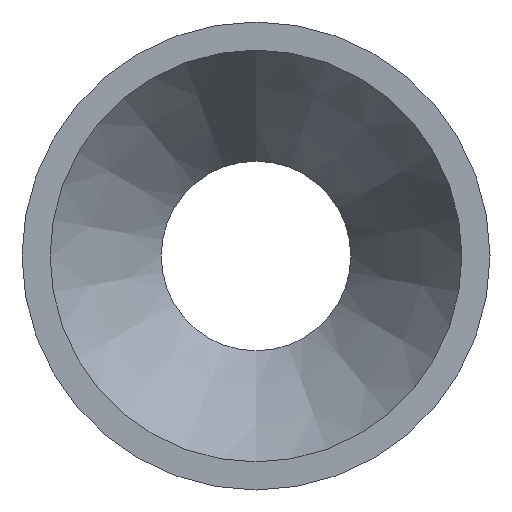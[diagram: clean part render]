
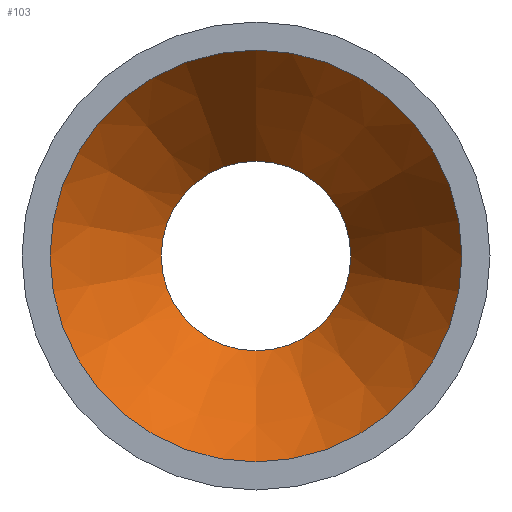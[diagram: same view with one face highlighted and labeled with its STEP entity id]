
A CAD part, left-side view. The second image highlights one B-rep face of the part: STEP entity #103.
In plain terms, the highlighted conical face has half-angle 32.347 degrees and reference radius 17.6 mm.
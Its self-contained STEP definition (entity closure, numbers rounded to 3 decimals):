
#20=CONICAL_SURFACE('',#128,17.6,0.565);
#30=ORIENTED_EDGE('',*,*,#44,.T.);
#31=ORIENTED_EDGE('',*,*,#43,.F.);
#43=EDGE_CURVE('',#51,#51,#59,.T.);
#44=EDGE_CURVE('',#52,#52,#60,.T.);
#51=VERTEX_POINT('',#182);
#52=VERTEX_POINT('',#185);
#59=CIRCLE('',#127,17.6);
#60=CIRCLE('',#129,8.1);
#70=EDGE_LOOP('',(#30));
#71=EDGE_LOOP('',(#31));
#86=FACE_BOUND('',#70,.T.);
#87=FACE_BOUND('',#71,.T.);
#103=ADVANCED_FACE('',(#86,#87),#20,.F.);
#127=AXIS2_PLACEMENT_3D('',#181,#151,#152);
#128=AXIS2_PLACEMENT_3D('',#183,#153,#154);
#129=AXIS2_PLACEMENT_3D('',#184,#155,#156);
#151=DIRECTION('',(1.,0.,0.));
#152=DIRECTION('',(0.,0.,-1.));
#153=DIRECTION('',(-1.,0.,0.));
#154=DIRECTION('',(0.,0.,1.));
#155=DIRECTION('',(1.,0.,0.));
#156=DIRECTION('',(0.,0.,-1.));
#181=CARTESIAN_POINT('',(20.,0.,0.));
#182=CARTESIAN_POINT('',(20.,0.,-17.6));
#183=CARTESIAN_POINT('',(20.,0.,0.));
#184=CARTESIAN_POINT('',(35.,0.,0.));
#185=CARTESIAN_POINT('',(35.,0.,-8.1));
